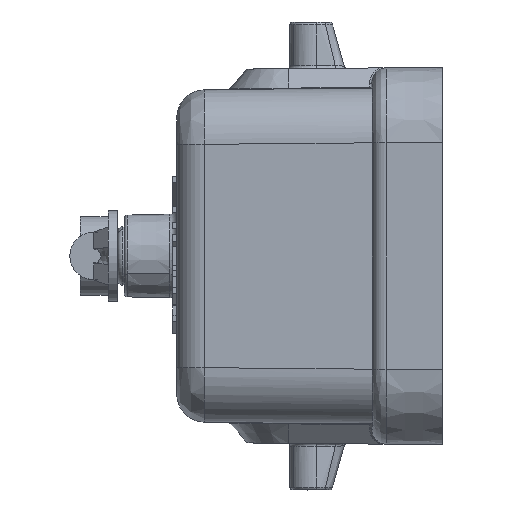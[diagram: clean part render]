
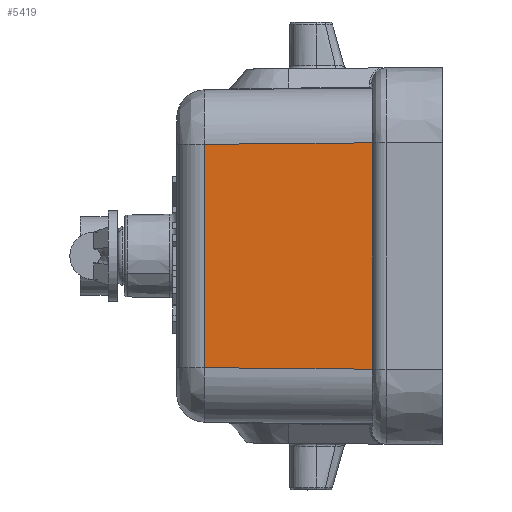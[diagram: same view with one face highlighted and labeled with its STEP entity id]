
A CAD part, left-side view. The second image highlights one B-rep face of the part: STEP entity #5419.
In plain terms, the highlighted planar face has unit normal (-1, 0.009, 0).
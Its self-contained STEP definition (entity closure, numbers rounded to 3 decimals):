
#352=DIRECTION('',(0.,0.,-1.));
#353=VECTOR('',#352,16.2);
#354=CARTESIAN_POINT('',(-12.,0.,
8.1));
#355=LINE('',#354,#353);
#727=CARTESIAN_POINT('',(-11.895,12.017,7.995));
#729=DIRECTION('',(-0.009,-1.,-0.009));
#730=VECTOR('',#729,12.018);
#731=CARTESIAN_POINT('',(-11.895,12.017,-7.995));
#732=LINE('',#731,#730);
#733=DIRECTION('',(0.009,1.,-0.009));
#734=VECTOR('',#733,12.018);
#735=CARTESIAN_POINT('',(-12.,0.,
8.1));
#736=LINE('',#735,#734);
#775=DIRECTION('',(0.,0.,1.));
#776=VECTOR('',#775,15.99);
#777=CARTESIAN_POINT('',(-11.895,12.017,-7.995));
#778=LINE('',#777,#776);
#3697=CARTESIAN_POINT('',(-12.,0.,
8.1));
#3698=CARTESIAN_POINT('',(-12.,0.,
-8.1));
#3699=VERTEX_POINT('',#3697);
#3700=VERTEX_POINT('',#3698);
#3705=VERTEX_POINT('',#727);
#3740=CARTESIAN_POINT('',(-11.895,12.017,
-7.995));
#3741=VERTEX_POINT('',#3740);
#5406=CARTESIAN_POINT('',(-12.,0.,-13.448));
#5407=DIRECTION('',(-1.,0.009,0.));
#5408=DIRECTION('',(-0.009,-1.,0.));
#5409=AXIS2_PLACEMENT_3D('',#5406,#5407,#5408);
#5410=PLANE('',#5409);
#5412=ORIENTED_EDGE('',*,*,#5411,.F.);
#5414=ORIENTED_EDGE('',*,*,#5413,.T.);
#5415=ORIENTED_EDGE('',*,*,#5397,.F.);
#5416=ORIENTED_EDGE('',*,*,#4852,.T.);
#5417=EDGE_LOOP('',(#5412,#5414,#5415,#5416));
#5418=FACE_OUTER_BOUND('',#5417,.F.);
#5419=ADVANCED_FACE('',(#5418),#5410,.T.);
#4852=EDGE_CURVE('',#3699,#3700,#355,.T.);
#5397=EDGE_CURVE('',#3699,#3705,#736,.T.);
#5411=EDGE_CURVE('',#3741,#3700,#732,.T.);
#5413=EDGE_CURVE('',#3741,#3705,#778,.T.);
